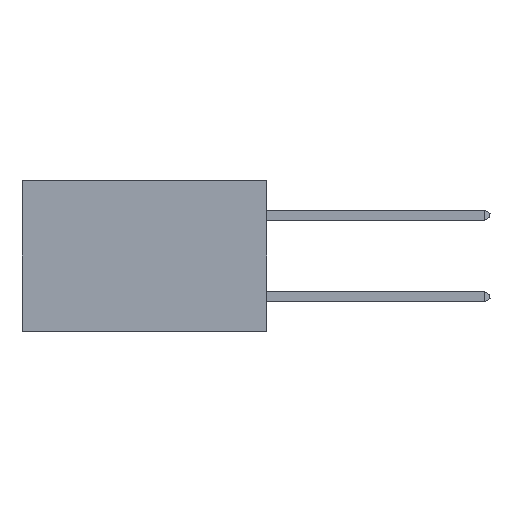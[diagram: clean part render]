
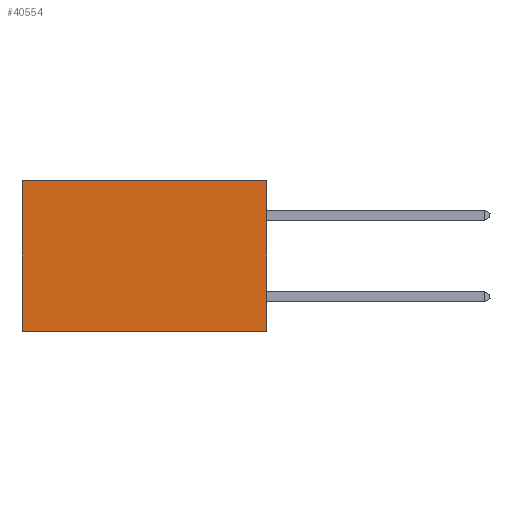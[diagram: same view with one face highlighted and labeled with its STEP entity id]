
A CAD part, left-side view. The second image highlights one B-rep face of the part: STEP entity #40554.
In plain terms, the highlighted planar face has unit normal (-1, 0, 0).
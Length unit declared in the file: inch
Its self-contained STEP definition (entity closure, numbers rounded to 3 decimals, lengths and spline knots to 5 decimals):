
#1069 = VECTOR ( 'NONE', #24340, 39.37008 ) ;
#1198 = VECTOR ( 'NONE', #40739, 39.37008 ) ;
#1219 = EDGE_CURVE ( 'NONE', #28261, #27453, #15153, .T. ) ;
#1652 = EDGE_LOOP ( 'NONE', ( #17263, #40353, #15193, #27215 ) ) ;
#5358 = CARTESIAN_POINT ( 'NONE',  ( 0.2875, 0., 0. ) ) ;
#5363 = DIRECTION ( 'NONE',  ( 0., 1., 0. ) ) ;
#6909 = VERTEX_POINT ( 'NONE', #12734 ) ;
#12302 = CARTESIAN_POINT ( 'NONE',  ( 0.2875, 0., -0.37 ) ) ;
#12734 = CARTESIAN_POINT ( 'NONE',  ( 0.2875, 0.6, -0.37 ) ) ;
#13697 = FACE_OUTER_BOUND ( 'NONE', #1652, .T. ) ;
#15153 = LINE ( 'NONE', #26618, #16261 ) ;
#15193 = ORIENTED_EDGE ( 'NONE', *, *, #35977, .F. ) ;
#15470 = CARTESIAN_POINT ( 'NONE',  ( 0.2875, 0., -0.37 ) ) ;
#15690 = CARTESIAN_POINT ( 'NONE',  ( 0.2875, 0.6, 0. ) ) ;
#16261 = VECTOR ( 'NONE', #5363, 39.37008 ) ;
#17136 = LINE ( 'NONE', #15690, #34731 ) ;
#17263 = ORIENTED_EDGE ( 'NONE', *, *, #19331, .T. ) ;
#19331 = EDGE_CURVE ( 'NONE', #27453, #6909, #17136, .T. ) ;
#20169 = LINE ( 'NONE', #5358, #1198 ) ;
#22378 = LINE ( 'NONE', #12302, #1069 ) ;
#23478 = DIRECTION ( 'NONE',  ( 0., 0., -1. ) ) ;
#23789 = VERTEX_POINT ( 'NONE', #15470 ) ;
#24340 = DIRECTION ( 'NONE',  ( 0., 1., 0. ) ) ;
#26618 = CARTESIAN_POINT ( 'NONE',  ( 0.2875, 0., 0. ) ) ;
#27215 = ORIENTED_EDGE ( 'NONE', *, *, #1219, .T. ) ;
#27453 = VERTEX_POINT ( 'NONE', #41277 ) ;
#28056 = AXIS2_PLACEMENT_3D ( 'NONE', #40986, #44477, #23478 ) ;
#28261 = VERTEX_POINT ( 'NONE', #45299 ) ;
#34731 = VECTOR ( 'NONE', #43788, 39.37008 ) ;
#35977 = EDGE_CURVE ( 'NONE', #28261, #23789, #20169, .T. ) ;
#37476 = PLANE ( 'NONE',  #28056 ) ;
#40353 = ORIENTED_EDGE ( 'NONE', *, *, #43210, .F. ) ;
#40554 = ADVANCED_FACE ( 'NONE', ( #13697 ), #37476, .F. ) ;
#40739 = DIRECTION ( 'NONE',  ( 0., 0., -1. ) ) ;
#40986 = CARTESIAN_POINT ( 'NONE',  ( 0.2875, 0., 0. ) ) ;
#41277 = CARTESIAN_POINT ( 'NONE',  ( 0.2875, 0.6, 0. ) ) ;
#43210 = EDGE_CURVE ( 'NONE', #23789, #6909, #22378, .T. ) ;
#43788 = DIRECTION ( 'NONE',  ( 0., 0., -1. ) ) ;
#44477 = DIRECTION ( 'NONE',  ( 1., 0., 0. ) ) ;
#45299 = CARTESIAN_POINT ( 'NONE',  ( 0.2875, 0., 0. ) ) ;
